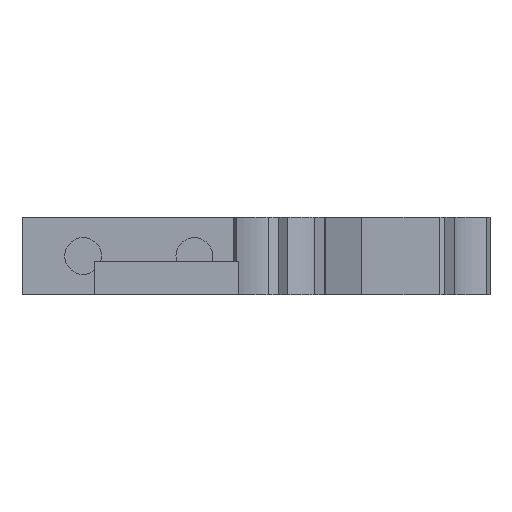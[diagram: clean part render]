
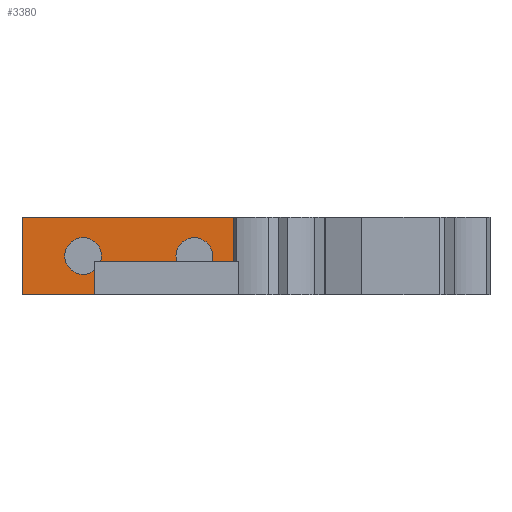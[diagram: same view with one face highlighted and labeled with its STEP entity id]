
A CAD part, left-side view. The second image highlights one B-rep face of the part: STEP entity #3380.
In plain terms, the highlighted planar face has unit normal (-1, 0, 0).
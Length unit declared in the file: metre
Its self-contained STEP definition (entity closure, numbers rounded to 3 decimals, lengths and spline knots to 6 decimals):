
#127=PLANE('',#3616);
#370=LINE('',#6380,#774);
#426=LINE('',#6493,#830);
#443=LINE('',#6527,#847);
#445=LINE('',#6534,#849);
#774=VECTOR('',#4074,1.);
#830=VECTOR('',#4132,1.);
#847=VECTOR('',#4151,1.);
#849=VECTOR('',#4159,1.);
#1559=ORIENTED_EDGE('',*,*,#2301,.F.);
#1560=ORIENTED_EDGE('',*,*,#2302,.F.);
#1561=ORIENTED_EDGE('',*,*,#2282,.T.);
#1562=ORIENTED_EDGE('',*,*,#2303,.F.);
#1563=ORIENTED_EDGE('',*,*,#2226,.F.);
#1564=ORIENTED_EDGE('',*,*,#2299,.T.);
#2226=EDGE_CURVE('',#2638,#2639,#370,.T.);
#2282=EDGE_CURVE('',#2691,#2694,#426,.T.);
#2299=EDGE_CURVE('',#2638,#2691,#443,.T.);
#2301=EDGE_CURVE('',#2711,#2711,#2845,.T.);
#2302=EDGE_CURVE('',#2712,#2712,#2846,.T.);
#2303=EDGE_CURVE('',#2639,#2694,#445,.T.);
#2638=VERTEX_POINT('',#6379);
#2639=VERTEX_POINT('',#6381);
#2691=VERTEX_POINT('',#6486);
#2694=VERTEX_POINT('',#6492);
#2711=VERTEX_POINT('',#6531);
#2712=VERTEX_POINT('',#6533);
#2845=CIRCLE('',#3617,0.00165);
#2846=CIRCLE('',#3618,0.00165);
#2960=EDGE_LOOP('',(#1559));
#2961=EDGE_LOOP('',(#1560));
#2962=EDGE_LOOP('',(#1561,#1562,#1563,#1564));
#3168=FACE_BOUND('',#2960,.T.);
#3169=FACE_BOUND('',#2961,.T.);
#3170=FACE_BOUND('',#2962,.T.);
#3380=ADVANCED_FACE('',(#3168,#3169,#3170),#127,.F.);
#3616=AXIS2_PLACEMENT_3D('',#6529,#4153,#4154);
#3617=AXIS2_PLACEMENT_3D('',#6530,#4155,#4156);
#3618=AXIS2_PLACEMENT_3D('',#6532,#4157,#4158);
#4074=DIRECTION('',(0.,-1.,0.));
#4132=DIRECTION('',(0.,-1.,0.));
#4151=DIRECTION('',(0.,0.,-1.));
#4153=DIRECTION('',(1.,0.,0.));
#4154=DIRECTION('',(0.,1.,0.));
#4155=DIRECTION('',(-1.,0.,0.));
#4156=DIRECTION('',(0.,-1.,0.));
#4157=DIRECTION('',(-1.,0.,0.));
#4158=DIRECTION('',(0.,-1.,0.));
#4159=DIRECTION('',(0.,0.,-1.));
#6379=CARTESIAN_POINT('',(0.017942,0.030552,0.007));
#6380=CARTESIAN_POINT('',(0.017942,0.015552,0.007));
#6381=CARTESIAN_POINT('',(0.017942,0.000552,0.007));
#6486=CARTESIAN_POINT('',(0.017942,0.030552,0.));
#6492=CARTESIAN_POINT('',(0.017942,0.000552,0.));
#6493=CARTESIAN_POINT('',(0.017942,0.015552,0.));
#6527=CARTESIAN_POINT('',(0.017942,0.030552,0.007));
#6529=CARTESIAN_POINT('',(0.017942,0.015552,0.007));
#6530=CARTESIAN_POINT('',(0.017942,0.025052,0.0035));
#6531=CARTESIAN_POINT('',(0.017942,0.023402,0.0035));
#6532=CARTESIAN_POINT('',(0.017942,0.015052,0.0035));
#6533=CARTESIAN_POINT('',(0.017942,0.013402,0.0035));
#6534=CARTESIAN_POINT('',(0.017942,0.000552,0.007));
